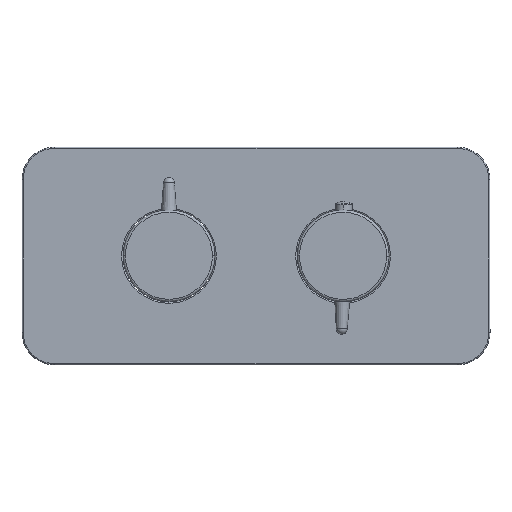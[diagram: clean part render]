
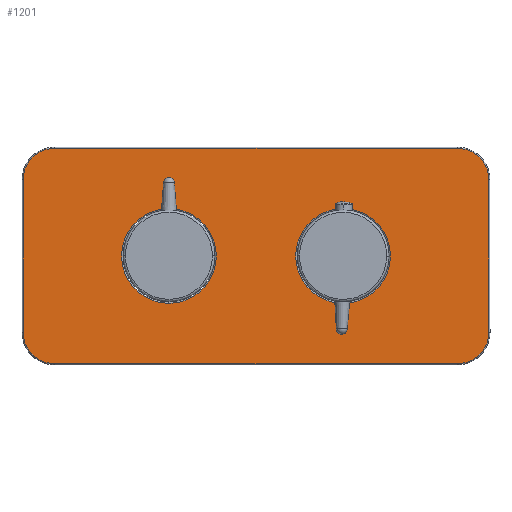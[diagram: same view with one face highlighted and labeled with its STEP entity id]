
A CAD part, top view. The second image highlights one B-rep face of the part: STEP entity #1201.
In plain terms, the highlighted face is planar.
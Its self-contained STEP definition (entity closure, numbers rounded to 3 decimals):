
#11 = EDGE_CURVE ( 'NONE', #236, #1117, #1724, .T. ) ;
#19 = CARTESIAN_POINT ( 'NONE',  ( -92.5, 10., -49.5 ) ) ;
#23 = CARTESIAN_POINT ( 'NONE',  ( -92.5, 10., 49.5 ) ) ;
#90 = EDGE_CURVE ( 'NONE', #1117, #783, #816, .T. ) ;
#94 = VECTOR ( 'NONE', #251, 1000. ) ;
#136 = AXIS2_PLACEMENT_3D ( 'NONE', #952, #1945, #607 ) ;
#142 = CIRCLE ( 'NONE', #1452, 14.5 ) ;
#160 = DIRECTION ( 'NONE',  ( 0., -1., 0. ) ) ;
#222 = ORIENTED_EDGE ( 'NONE', *, *, #90, .T. ) ;
#234 = AXIS2_PLACEMENT_3D ( 'NONE', #945, #1608, #1617 ) ;
#236 = VERTEX_POINT ( 'NONE', #855 ) ;
#242 = VERTEX_POINT ( 'NONE', #1520 ) ;
#246 = CARTESIAN_POINT ( 'NONE',  ( -40., 10., -21.75 ) ) ;
#249 = CIRCLE ( 'NONE', #618, 21.75 ) ;
#251 = DIRECTION ( 'NONE',  ( 0., 0., -1. ) ) ;
#275 = EDGE_CURVE ( 'NONE', #783, #1887, #1788, .T. ) ;
#335 = CIRCLE ( 'NONE', #707, 21.75 ) ;
#405 = FACE_BOUND ( 'NONE', #769, .T. ) ;
#415 = CARTESIAN_POINT ( 'NONE',  ( 107., 10., 35. ) ) ;
#427 = FACE_OUTER_BOUND ( 'NONE', #1588, .T. ) ;
#435 = EDGE_CURVE ( 'NONE', #1887, #946, #1732, .T. ) ;
#453 = DIRECTION ( 'NONE',  ( 0., 1., 0. ) ) ;
#471 = VERTEX_POINT ( 'NONE', #745 ) ;
#485 = DIRECTION ( 'NONE',  ( 0., -1., 0. ) ) ;
#496 = DIRECTION ( 'NONE',  ( 0., 1., 0. ) ) ;
#551 = EDGE_CURVE ( 'NONE', #1877, #1584, #335, .T. ) ;
#561 = ORIENTED_EDGE ( 'NONE', *, *, #551, .T. ) ;
#564 = CARTESIAN_POINT ( 'NONE',  ( -92.5, 10., 49.5 ) ) ;
#607 = DIRECTION ( 'NONE',  ( 0., 0., -1. ) ) ;
#618 = AXIS2_PLACEMENT_3D ( 'NONE', #2135, #485, #637 ) ;
#623 = ORIENTED_EDGE ( 'NONE', *, *, #275, .T. ) ;
#637 = DIRECTION ( 'NONE',  ( 0., 0., -1. ) ) ;
#660 = CARTESIAN_POINT ( 'NONE',  ( 40., 10., 21.75 ) ) ;
#702 = VECTOR ( 'NONE', #1032, 1000. ) ;
#707 = AXIS2_PLACEMENT_3D ( 'NONE', #962, #1792, #1447 ) ;
#723 = EDGE_CURVE ( 'NONE', #242, #471, #142, .T. ) ;
#744 = ORIENTED_EDGE ( 'NONE', *, *, #1638, .T. ) ;
#745 = CARTESIAN_POINT ( 'NONE',  ( -107., 10., -35. ) ) ;
#769 = EDGE_LOOP ( 'NONE', ( #2017, #561 ) ) ;
#783 = VERTEX_POINT ( 'NONE', #1986 ) ;
#808 = DIRECTION ( 'NONE',  ( 0., 0., -1. ) ) ;
#816 = LINE ( 'NONE', #23, #988 ) ;
#855 = CARTESIAN_POINT ( 'NONE',  ( -107., 10., 35. ) ) ;
#864 = CARTESIAN_POINT ( 'NONE',  ( 92.5, 10., 35. ) ) ;
#886 = FACE_BOUND ( 'NONE', #954, .T. ) ;
#931 = CARTESIAN_POINT ( 'NONE',  ( -40., 10., 21.75 ) ) ;
#939 = VECTOR ( 'NONE', #1673, 1000. ) ;
#945 = CARTESIAN_POINT ( 'NONE',  ( -92.5, 10., 35. ) ) ;
#946 = VERTEX_POINT ( 'NONE', #968 ) ;
#952 = CARTESIAN_POINT ( 'NONE',  ( -40., 10., 0. ) ) ;
#954 = EDGE_LOOP ( 'NONE', ( #2065, #1981 ) ) ;
#956 = CIRCLE ( 'NONE', #136, 21.75 ) ;
#962 = CARTESIAN_POINT ( 'NONE',  ( 40., 10., 0. ) ) ;
#968 = CARTESIAN_POINT ( 'NONE',  ( 107., 10., -35. ) ) ;
#983 = EDGE_CURVE ( 'NONE', #1880, #242, #1715, .T. ) ;
#988 = VECTOR ( 'NONE', #1837, 1000. ) ;
#990 = AXIS2_PLACEMENT_3D ( 'NONE', #1449, #453, #2138 ) ;
#1032 = DIRECTION ( 'NONE',  ( -1., 0., 0. ) ) ;
#1081 = ORIENTED_EDGE ( 'NONE', *, *, #983, .T. ) ;
#1090 = PLANE ( 'NONE',  #1246 ) ;
#1117 = VERTEX_POINT ( 'NONE', #564 ) ;
#1198 = DIRECTION ( 'NONE',  ( 0., 1., 0. ) ) ;
#1201 = ADVANCED_FACE ( 'NONE', ( #427, #405, #886 ), #1090, .F. ) ;
#1246 = AXIS2_PLACEMENT_3D ( 'NONE', #2070, #2060, #1767 ) ;
#1255 = VERTEX_POINT ( 'NONE', #931 ) ;
#1288 = ORIENTED_EDGE ( 'NONE', *, *, #1429, .T. ) ;
#1333 = LINE ( 'NONE', #1992, #939 ) ;
#1427 = EDGE_CURVE ( 'NONE', #1255, #2084, #956, .T. ) ;
#1429 = EDGE_CURVE ( 'NONE', #946, #1880, #1517, .T. ) ;
#1447 = DIRECTION ( 'NONE',  ( 0., 0., -1. ) ) ;
#1449 = CARTESIAN_POINT ( 'NONE',  ( 92.5, 10., -35. ) ) ;
#1452 = AXIS2_PLACEMENT_3D ( 'NONE', #1958, #496, #1816 ) ;
#1507 = CARTESIAN_POINT ( 'NONE',  ( 92.5, 10., -49.5 ) ) ;
#1517 = CIRCLE ( 'NONE', #990, 14.5 ) ;
#1520 = CARTESIAN_POINT ( 'NONE',  ( -92.5, 10., -49.5 ) ) ;
#1540 = DIRECTION ( 'NONE',  ( 0., 0., -1. ) ) ;
#1584 = VERTEX_POINT ( 'NONE', #1985 ) ;
#1588 = EDGE_LOOP ( 'NONE', ( #1812, #744, #2128, #222, #623, #1639, #1288, #1081 ) ) ;
#1608 = DIRECTION ( 'NONE',  ( 0., 1., 0. ) ) ;
#1617 = DIRECTION ( 'NONE',  ( 0., 0., -1. ) ) ;
#1638 = EDGE_CURVE ( 'NONE', #471, #236, #1333, .T. ) ;
#1639 = ORIENTED_EDGE ( 'NONE', *, *, #435, .T. ) ;
#1644 = CARTESIAN_POINT ( 'NONE',  ( 40., 10., 0. ) ) ;
#1653 = AXIS2_PLACEMENT_3D ( 'NONE', #864, #1198, #1540 ) ;
#1673 = DIRECTION ( 'NONE',  ( 0., 0., 1. ) ) ;
#1715 = LINE ( 'NONE', #19, #702 ) ;
#1724 = CIRCLE ( 'NONE', #234, 14.5 ) ;
#1732 = LINE ( 'NONE', #415, #94 ) ;
#1767 = DIRECTION ( 'NONE',  ( 0., 0., -1. ) ) ;
#1788 = CIRCLE ( 'NONE', #1653, 14.5 ) ;
#1792 = DIRECTION ( 'NONE',  ( 0., -1., 0. ) ) ;
#1803 = CIRCLE ( 'NONE', #2081, 21.75 ) ;
#1812 = ORIENTED_EDGE ( 'NONE', *, *, #723, .T. ) ;
#1816 = DIRECTION ( 'NONE',  ( 0., 0., -1. ) ) ;
#1837 = DIRECTION ( 'NONE',  ( 1., 0., 0. ) ) ;
#1877 = VERTEX_POINT ( 'NONE', #660 ) ;
#1880 = VERTEX_POINT ( 'NONE', #1507 ) ;
#1887 = VERTEX_POINT ( 'NONE', #1990 ) ;
#1945 = DIRECTION ( 'NONE',  ( 0., -1., 0. ) ) ;
#1958 = CARTESIAN_POINT ( 'NONE',  ( -92.5, 10., -35. ) ) ;
#1981 = ORIENTED_EDGE ( 'NONE', *, *, #1427, .T. ) ;
#1985 = CARTESIAN_POINT ( 'NONE',  ( 40., 10., -21.75 ) ) ;
#1986 = CARTESIAN_POINT ( 'NONE',  ( 92.5, 10., 49.5 ) ) ;
#1990 = CARTESIAN_POINT ( 'NONE',  ( 107., 10., 35. ) ) ;
#1992 = CARTESIAN_POINT ( 'NONE',  ( -107., 10., 35. ) ) ;
#2017 = ORIENTED_EDGE ( 'NONE', *, *, #2050, .T. ) ;
#2034 = EDGE_CURVE ( 'NONE', #2084, #1255, #249, .T. ) ;
#2050 = EDGE_CURVE ( 'NONE', #1584, #1877, #1803, .T. ) ;
#2060 = DIRECTION ( 'NONE',  ( 0., -1., 0. ) ) ;
#2065 = ORIENTED_EDGE ( 'NONE', *, *, #2034, .T. ) ;
#2070 = CARTESIAN_POINT ( 'NONE',  ( -92.5, 10., 35. ) ) ;
#2081 = AXIS2_PLACEMENT_3D ( 'NONE', #1644, #160, #808 ) ;
#2084 = VERTEX_POINT ( 'NONE', #246 ) ;
#2128 = ORIENTED_EDGE ( 'NONE', *, *, #11, .T. ) ;
#2135 = CARTESIAN_POINT ( 'NONE',  ( -40., 10., 0. ) ) ;
#2138 = DIRECTION ( 'NONE',  ( 0., 0., -1. ) ) ;
